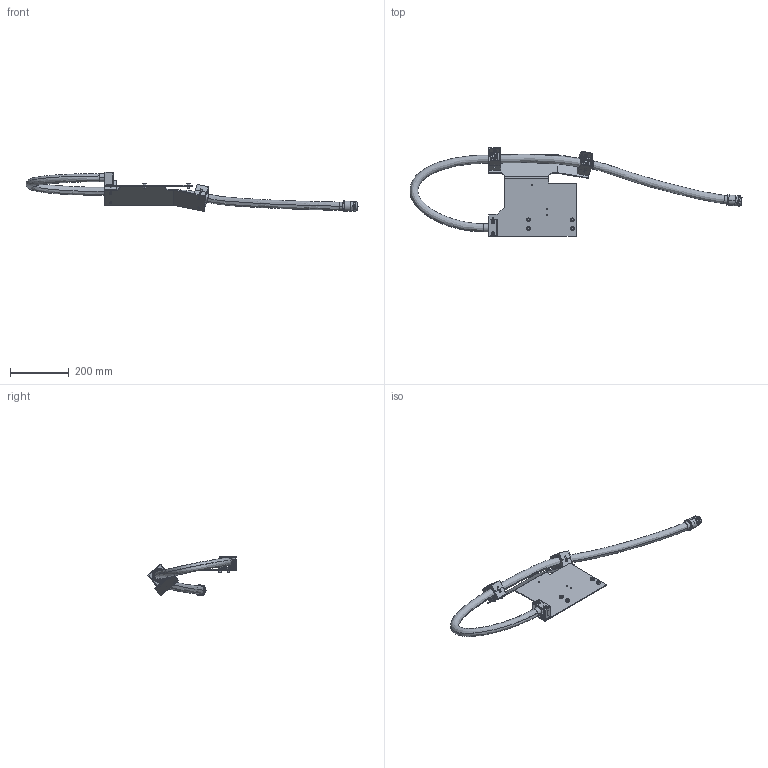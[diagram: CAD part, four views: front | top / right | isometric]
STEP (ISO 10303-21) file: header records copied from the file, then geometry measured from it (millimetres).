
FILE_DESCRIPTION (( 'STEP AP203' ), '1' );
FILE_NAME ('P2327.STEP', '2020-07-13T07:35:19', ( '' ), ( '' ), 'SwSTEP 2.0', 'SolidWorks 2019', '' );
FILE_SCHEMA (( 'CONFIG_CONTROL_DESIGN' ));
Length unit declared in the file: millimetre
Products named in the file (11): MC6S 5x45; MC6S 8x12; Bricka 6.4_18_1.5; P0212-005A; MC6S 6x40; 21660873-5slangförskruvning; Miltronic Reiku VPHOB-23 art.nr 145022; P0170-080; P2327; 21260023-4 mutter; ABB PMA PISG-23^A0170-093
Assembly tree (21 placements, depth 2):
  P2327
    P0212-005A  x4
    Miltronic Reiku VPHOB-23 art.nr 145022
    MC6S 8x12  x4
    MC6S 5x45  x4
    MC6S 6x40  x2
    Bricka 6.4_18_1.5  x2
    P0170-080
    ABB PMA PISG-23^A0170-093
    21660873-5slangförskruvning
    21260023-4 mutter
Bounding box: 1131.16 x 302.74 x 133.75 mm (x, y, z)
Volume: 726015.5 mm3; surface area: 501831.7 mm2
Topology: 29 solids, 29 shells, 1796 faces, 4438 edges, 2676 vertices
Faces by surface type: plane 520, cylinder 504, bspline 412, torus 204, cone 104, sphere 52
Entity records: 67274 total; most frequent: CARTESIAN_POINT 46159, ORIENTED_EDGE 4222, DIRECTION 4022, EDGE_CURVE 2111, AXIS2_PLACEMENT_3D 1546, VERTEX_POINT 1338, VECTOR 930, LINE 930
